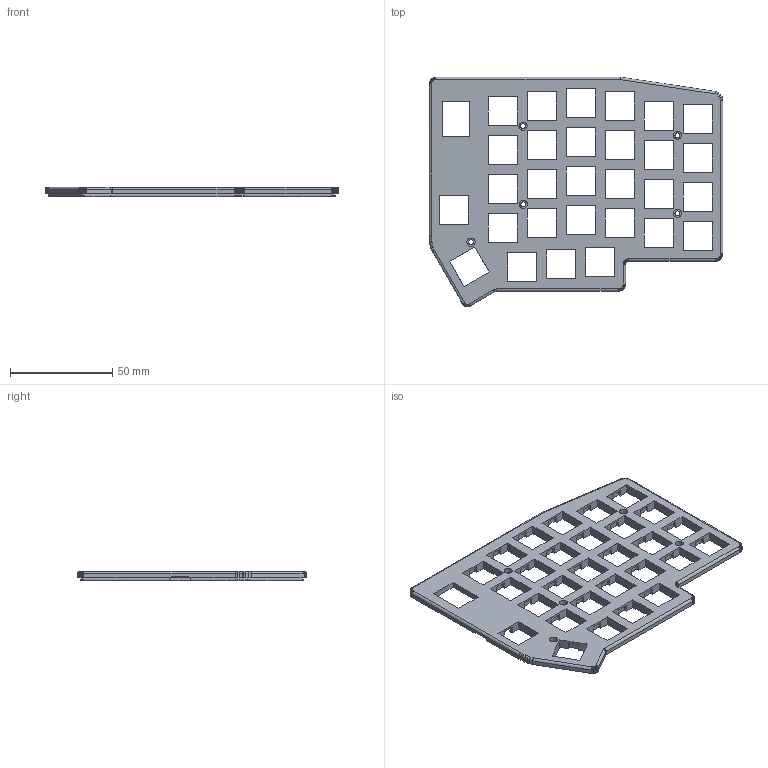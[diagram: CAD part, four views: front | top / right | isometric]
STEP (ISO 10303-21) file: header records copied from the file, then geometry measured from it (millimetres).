
FILE_DESCRIPTION(/* description */ (''),/* implementation_level */ '2;1');
FILE_NAME(/* name */ 'Right_Side_Top_Potentiometer.step',/* time_stamp */ '2024-10-12T19:42:03+01:00',/* author */ (''),/* organization */ (''),/* preprocessor_version */ 'ST-DEVELOPER v20',/* originating_system */ 'Autodesk Translation Framework v13.20.0.188',/* authorisation */ '');
FILE_SCHEMA (('AUTOMOTIVE_DESIGN { 1 0 10303 214 3 1 1 }'));
Length unit declared in the file: millimetre
Products named in the file (3): Case; Final Parts; RightSide
Assembly tree (2 placements, depth 3):
  Case
    Final Parts
      RightSide
Bounding box: 143.46 x 112.13 x 4.5 mm (x, y, z)
Volume: 32186.5 mm3; surface area: 26412.3 mm2
Topology: 1 solids, 1 shells, 706 faces, 1943 edges, 1240 vertices
Faces by surface type: plane 516, cylinder 131, sphere 47, torus 10, bspline 2
Full cylindrical faces by diameter (mm): 2.4 x5, 4 x5
Entity records: 22277 total; most frequent: CARTESIAN_POINT 3952, ORIENTED_EDGE 3886, DIRECTION 3632, EDGE_CURVE 1943, LINE 1666, VECTOR 1666, VERTEX_POINT 1240, AXIS2_PLACEMENT_3D 983
